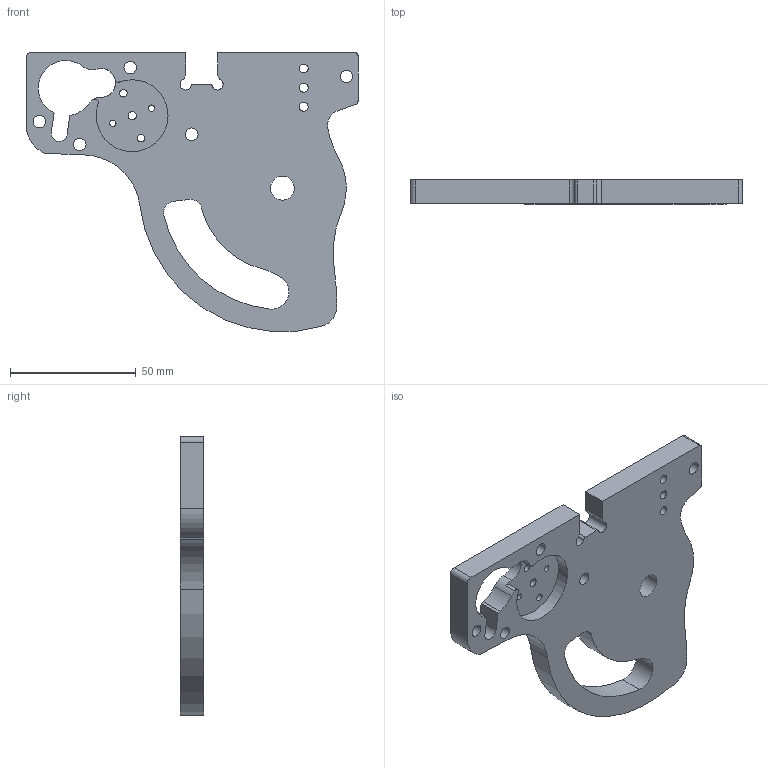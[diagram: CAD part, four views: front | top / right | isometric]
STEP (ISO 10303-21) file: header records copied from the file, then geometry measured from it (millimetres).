
FILE_DESCRIPTION(/* description */ (''),/* implementation_level */ '2;1');
FILE_NAME(/* name */ 'Side plate left v2.step',/* time_stamp */ '2023-06-16T21:48:27-04:00',/* author */ (''),/* organization */ (''),/* preprocessor_version */ 'ST-DEVELOPER v19.2',/* originating_system */ 'Autodesk Translation Framework v12.6.0.85',/* authorisation */ '');
FILE_SCHEMA (('AUTOMOTIVE_DESIGN { 1 0 10303 214 3 1 1 }'));
Length unit declared in the file: inch
Products named in the file (1): Side plate
Bounding box: 132.08 x 9.53 x 110.99 mm (x, y, z)
Volume: 75461.3 mm3; surface area: 25275.4 mm2
Topology: 1 solids, 1 shells, 64 faces, 186 edges, 124 vertices
Faces by surface type: cylinder 47, plane 17
Full cylindrical faces by diameter (mm): 2.5 x2, 3 x2, 3.302 x1, 3.556 x3, 4.978 x5, 9.525 x1
Entity records: 2265 total; most frequent: DIRECTION 412, CARTESIAN_POINT 375, ORIENTED_EDGE 372, EDGE_CURVE 186, AXIS2_PLACEMENT_3D 161, VERTEX_POINT 124, EDGE_LOOP 96, CIRCLE 96
